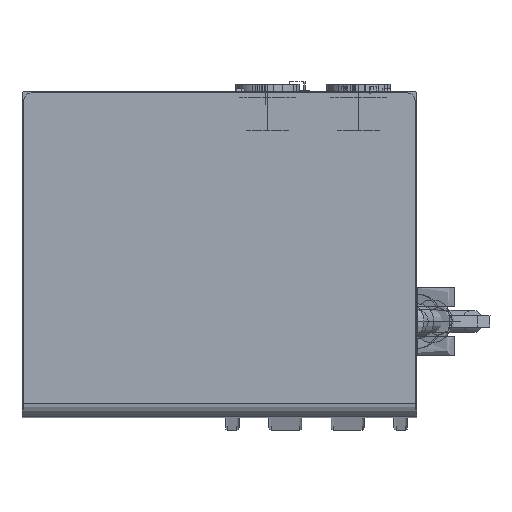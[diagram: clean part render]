
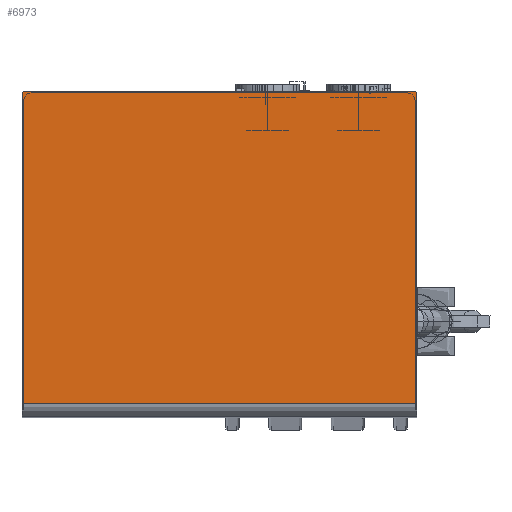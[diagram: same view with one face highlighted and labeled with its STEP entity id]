
A CAD part, top view. The second image highlights one B-rep face of the part: STEP entity #6973.
In plain terms, the highlighted planar face has unit normal (0, 0, 1).
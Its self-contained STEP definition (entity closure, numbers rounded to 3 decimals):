
#1201 = ORIENTED_EDGE ( 'NONE', *, *, #13285, .F. ) ;
#2290 = LINE ( 'NONE', #20893, #20050 ) ;
#2402 = DIRECTION ( 'NONE',  ( 1., 0., 0. ) ) ;
#2433 = VECTOR ( 'NONE', #9827, 1000. ) ;
#2490 = ORIENTED_EDGE ( 'NONE', *, *, #4582, .T. ) ;
#2803 = PLANE ( 'NONE',  #20039 ) ;
#3194 = VECTOR ( 'NONE', #14084, 1000. ) ;
#4448 = CIRCLE ( 'NONE', #9021, 1. ) ;
#4481 = CIRCLE ( 'NONE', #14025, 1. ) ;
#4582 = EDGE_CURVE ( 'NONE', #5190, #7870, #4448, .T. ) ;
#4950 = DIRECTION ( 'NONE',  ( 0., 0., 1. ) ) ;
#5190 = VERTEX_POINT ( 'NONE', #12613 ) ;
#6459 = ORIENTED_EDGE ( 'NONE', *, *, #19873, .T. ) ;
#6548 = CARTESIAN_POINT ( 'NONE',  ( -41.401, 33.63, 2111.984 ) ) ;
#6973 = ADVANCED_FACE ( 'NONE', ( #17980 ), #2803, .F. ) ;
#7316 = CARTESIAN_POINT ( 'NONE',  ( -128.151, -37.87, 2111.984 ) ) ;
#7870 = VERTEX_POINT ( 'NONE', #13316 ) ;
#8603 = CARTESIAN_POINT ( 'NONE',  ( -128.151, -31.87, 2111.984 ) ) ;
#8926 = ORIENTED_EDGE ( 'NONE', *, *, #13361, .F. ) ;
#9021 = AXIS2_PLACEMENT_3D ( 'NONE', #14921, #9921, #10147 ) ;
#9470 = CARTESIAN_POINT ( 'NONE',  ( 45.349, 105.13, 2111.984 ) ) ;
#9827 = DIRECTION ( 'NONE',  ( 1., 0., 0. ) ) ;
#9921 = DIRECTION ( 'NONE',  ( 0., 0., 1. ) ) ;
#10078 = CARTESIAN_POINT ( 'NONE',  ( -128.151, 104.13, 2111.984 ) ) ;
#10087 = DIRECTION ( 'NONE',  ( 0., 0., -1. ) ) ;
#10147 = DIRECTION ( 'NONE',  ( 0., 1., 0. ) ) ;
#11387 = LINE ( 'NONE', #13040, #2433 ) ;
#11459 = EDGE_LOOP ( 'NONE', ( #8926, #19221, #16561, #6459, #1201, #2490 ) ) ;
#12613 = CARTESIAN_POINT ( 'NONE',  ( 45.349, 104.13, 2111.984 ) ) ;
#12942 = VECTOR ( 'NONE', #2402, 1000. ) ;
#13040 = CARTESIAN_POINT ( 'NONE',  ( -41.401, -31.87, 2111.984 ) ) ;
#13285 = EDGE_CURVE ( 'NONE', #5190, #21158, #2290, .T. ) ;
#13312 = DIRECTION ( 'NONE',  ( 0., 1., 0. ) ) ;
#13316 = CARTESIAN_POINT ( 'NONE',  ( 44.349, 105.13, 2111.984 ) ) ;
#13361 = EDGE_CURVE ( 'NONE', #15135, #7870, #17587, .T. ) ;
#13363 = CARTESIAN_POINT ( 'NONE',  ( -127.151, 104.13, 2111.984 ) ) ;
#13487 = EDGE_CURVE ( 'NONE', #15135, #20284, #4481, .T. ) ;
#14025 = AXIS2_PLACEMENT_3D ( 'NONE', #13363, #4950, #21324 ) ;
#14084 = DIRECTION ( 'NONE',  ( 0., 1., 0. ) ) ;
#14921 = CARTESIAN_POINT ( 'NONE',  ( 44.349, 104.13, 2111.984 ) ) ;
#15135 = VERTEX_POINT ( 'NONE', #19801 ) ;
#15658 = EDGE_CURVE ( 'NONE', #17924, #20284, #17092, .T. ) ;
#16561 = ORIENTED_EDGE ( 'NONE', *, *, #15658, .F. ) ;
#17092 = LINE ( 'NONE', #7316, #3194 ) ;
#17587 = LINE ( 'NONE', #9470, #12942 ) ;
#17924 = VERTEX_POINT ( 'NONE', #8603 ) ;
#17980 = FACE_OUTER_BOUND ( 'NONE', #11459, .T. ) ;
#19221 = ORIENTED_EDGE ( 'NONE', *, *, #13487, .T. ) ;
#19801 = CARTESIAN_POINT ( 'NONE',  ( -127.151, 105.13, 2111.984 ) ) ;
#19873 = EDGE_CURVE ( 'NONE', #17924, #21158, #11387, .T. ) ;
#20039 = AXIS2_PLACEMENT_3D ( 'NONE', #6548, #10087, #13312 ) ;
#20050 = VECTOR ( 'NONE', #20500, 1000. ) ;
#20284 = VERTEX_POINT ( 'NONE', #10078 ) ;
#20500 = DIRECTION ( 'NONE',  ( 0., -1., 0. ) ) ;
#20893 = CARTESIAN_POINT ( 'NONE',  ( 45.349, -37.87, 2111.984 ) ) ;
#21158 = VERTEX_POINT ( 'NONE', #21718 ) ;
#21324 = DIRECTION ( 'NONE',  ( 0., 1., 0. ) ) ;
#21718 = CARTESIAN_POINT ( 'NONE',  ( 45.349, -31.87, 2111.984 ) ) ;
